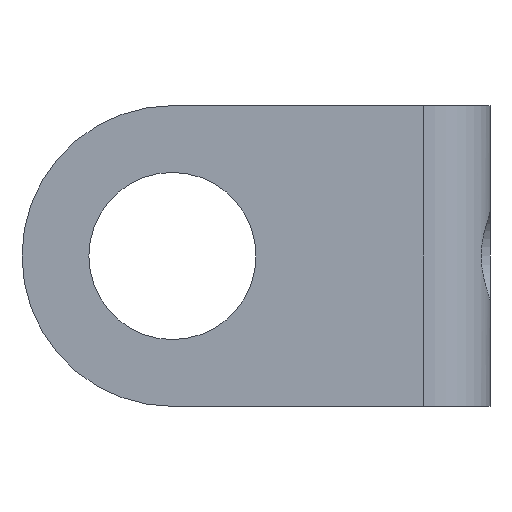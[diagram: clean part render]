
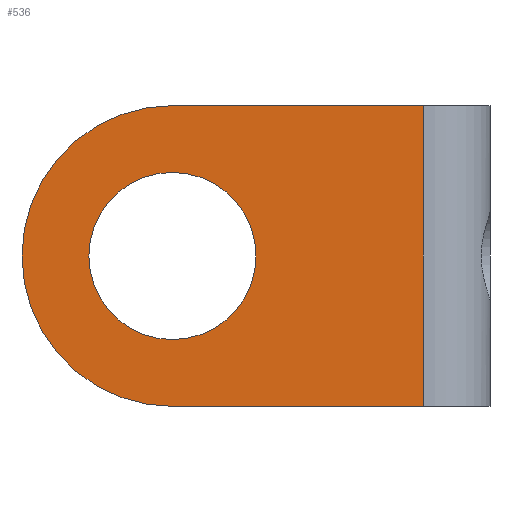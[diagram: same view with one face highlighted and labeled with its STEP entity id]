
A CAD part, left-side view. The second image highlights one B-rep face of the part: STEP entity #536.
In plain terms, the highlighted planar face has unit normal (-1, 0, 0).
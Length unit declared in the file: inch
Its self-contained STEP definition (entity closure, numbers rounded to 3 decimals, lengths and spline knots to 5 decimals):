
#2 = VERTEX_POINT ( 'NONE', #328 ) ;
#4 = ORIENTED_EDGE ( 'NONE', *, *, #437, .F. ) ;
#7 = EDGE_CURVE ( 'NONE', #230, #364, #323, .T. ) ;
#29 = CARTESIAN_POINT ( 'NONE',  ( -0.125, 0.08479, 0.125 ) ) ;
#54 = EDGE_LOOP ( 'NONE', ( #276, #356, #4, #212 ) ) ;
#69 = DIRECTION ( 'NONE',  ( 0., -1., 0. ) ) ;
#76 = DIRECTION ( 'NONE',  ( 0., 0., -1. ) ) ;
#101 = EDGE_CURVE ( 'NONE', #364, #230, #336, .T. ) ;
#115 = DIRECTION ( 'NONE',  ( 1., 0., 0. ) ) ;
#117 = CARTESIAN_POINT ( 'NONE',  ( -0.125, -0.39021, -0.225 ) ) ;
#121 = ORIENTED_EDGE ( 'NONE', *, *, #7, .T. ) ;
#123 = DIRECTION ( 'NONE',  ( 0., 1., 0. ) ) ;
#133 = EDGE_LOOP ( 'NONE', ( #282, #121 ) ) ;
#142 = CARTESIAN_POINT ( 'NONE',  ( -0.125, -0.29021, 0.225 ) ) ;
#153 = DIRECTION ( 'NONE',  ( 0., 0., 1. ) ) ;
#168 = CARTESIAN_POINT ( 'NONE',  ( -0.125, 0.08479, 0. ) ) ;
#192 = VERTEX_POINT ( 'NONE', #142 ) ;
#200 = LINE ( 'NONE', #117, #510 ) ;
#210 = DIRECTION ( 'NONE',  ( 0., 0., 1. ) ) ;
#212 = ORIENTED_EDGE ( 'NONE', *, *, #530, .F. ) ;
#220 = AXIS2_PLACEMENT_3D ( 'NONE', #549, #423, #153 ) ;
#230 = VERTEX_POINT ( 'NONE', #439 ) ;
#234 = VERTEX_POINT ( 'NONE', #357 ) ;
#257 = DIRECTION ( 'NONE',  ( 1., 0., 0. ) ) ;
#271 = AXIS2_PLACEMENT_3D ( 'NONE', #291, #115, #76 ) ;
#276 = ORIENTED_EDGE ( 'NONE', *, *, #507, .F. ) ;
#277 = VECTOR ( 'NONE', #539, 39.37008 ) ;
#282 = ORIENTED_EDGE ( 'NONE', *, *, #101, .T. ) ;
#285 = CARTESIAN_POINT ( 'NONE',  ( -0.125, -0.39021, 0.225 ) ) ;
#291 = CARTESIAN_POINT ( 'NONE',  ( -0.125, 0.08479, 0. ) ) ;
#303 = LINE ( 'NONE', #285, #471 ) ;
#307 = VERTEX_POINT ( 'NONE', #404 ) ;
#323 = CIRCLE ( 'NONE', #271, 0.125 ) ;
#325 = AXIS2_PLACEMENT_3D ( 'NONE', #168, #257, #210 ) ;
#328 = CARTESIAN_POINT ( 'NONE',  ( -0.125, 0.08479, 0.225 ) ) ;
#329 = CARTESIAN_POINT ( 'NONE',  ( -0.125, -0.29021, 0.225 ) ) ;
#335 = EDGE_CURVE ( 'NONE', #307, #192, #488, .T. ) ;
#336 = CIRCLE ( 'NONE', #496, 0.125 ) ;
#344 = DIRECTION ( 'NONE',  ( 1., 0., 0. ) ) ;
#354 = FACE_OUTER_BOUND ( 'NONE', #54, .T. ) ;
#356 = ORIENTED_EDGE ( 'NONE', *, *, #335, .T. ) ;
#357 = CARTESIAN_POINT ( 'NONE',  ( -0.125, 0.08479, -0.225 ) ) ;
#364 = VERTEX_POINT ( 'NONE', #29 ) ;
#380 = PLANE ( 'NONE',  #220 ) ;
#384 = FACE_BOUND ( 'NONE', #133, .T. ) ;
#404 = CARTESIAN_POINT ( 'NONE',  ( -0.125, -0.29021, -0.225 ) ) ;
#423 = DIRECTION ( 'NONE',  ( -1., 0., 0. ) ) ;
#429 = CIRCLE ( 'NONE', #325, 0.225 ) ;
#434 = DIRECTION ( 'NONE',  ( 0., 0., -1. ) ) ;
#437 = EDGE_CURVE ( 'NONE', #2, #192, #303, .T. ) ;
#439 = CARTESIAN_POINT ( 'NONE',  ( -0.125, 0.08479, -0.125 ) ) ;
#471 = VECTOR ( 'NONE', #69, 39.37008 ) ;
#488 = LINE ( 'NONE', #329, #277 ) ;
#496 = AXIS2_PLACEMENT_3D ( 'NONE', #518, #344, #434 ) ;
#507 = EDGE_CURVE ( 'NONE', #307, #234, #200, .T. ) ;
#510 = VECTOR ( 'NONE', #123, 39.37008 ) ;
#518 = CARTESIAN_POINT ( 'NONE',  ( -0.125, 0.08479, 0. ) ) ;
#530 = EDGE_CURVE ( 'NONE', #234, #2, #429, .T. ) ;
#536 = ADVANCED_FACE ( 'NONE', ( #354, #384 ), #380, .T. ) ;
#539 = DIRECTION ( 'NONE',  ( 0., 0., 1. ) ) ;
#549 = CARTESIAN_POINT ( 'NONE',  ( -0.125, 0.08479, 0. ) ) ;
